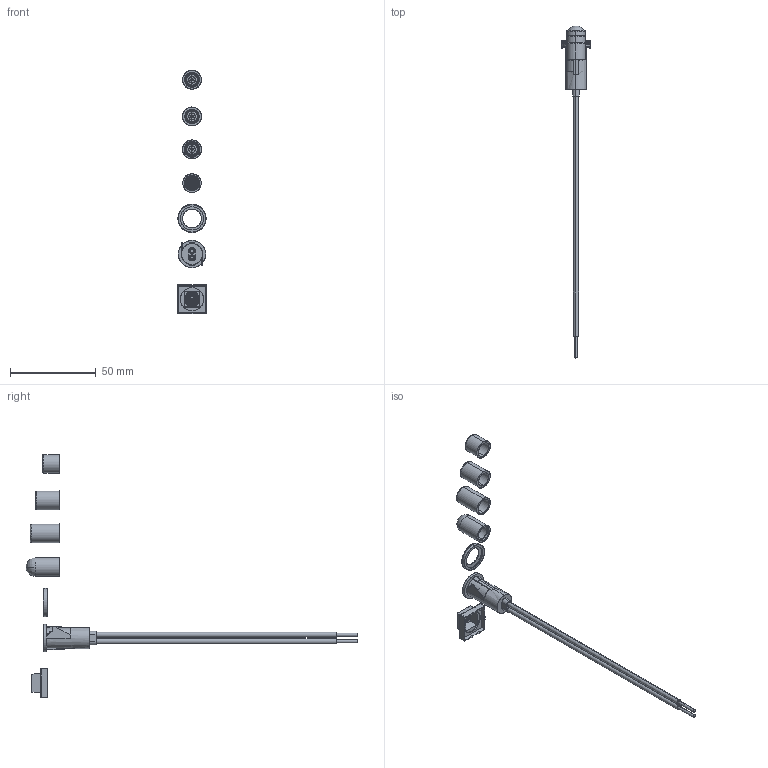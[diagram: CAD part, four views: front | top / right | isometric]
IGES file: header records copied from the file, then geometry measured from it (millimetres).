
Start section: SolidWorks IGES file using analytic representation for surfaces
Global section: file name: 980_Series.IGS; native system: SolidWorks 2018; preprocessor: SolidWorks 2018; author: chwang; date: 190828.084744; units: inch
Bounding box: 16.82 x 193.09 x 141.6 mm (x, y, z)
Surface area: 12791.3 mm2 (no closed solid volume)
Topology: 0 solids, 0 shells, 600 faces, 7574 edges, 7536 vertices
Faces by surface type: revolution 307, bspline 293
